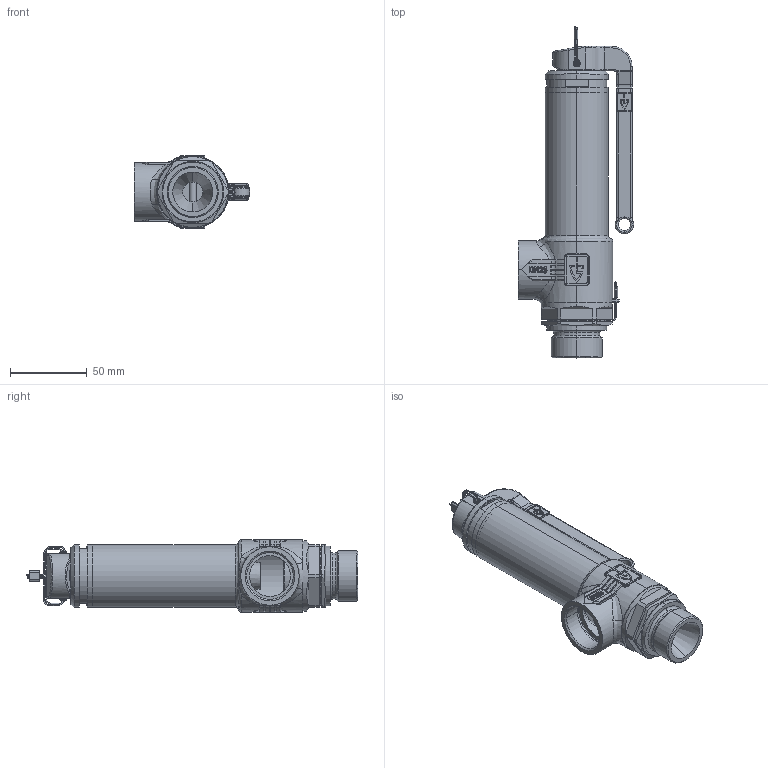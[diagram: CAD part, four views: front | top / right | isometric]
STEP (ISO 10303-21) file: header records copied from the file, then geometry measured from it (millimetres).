
FILE_DESCRIPTION (( 'STEP AP214' ), '1' );
FILE_NAME ('2400sGFL-25-m+f-25+25.STEP', '2016-02-29T07:28:23', ( '' ), ( '' ), 'SwSTEP 2.0', 'SolidWorks 2014', '' );
FILE_SCHEMA (( 'AUTOMOTIVE_DESIGN' ));
Length unit declared in the file: millimetre
Products named in the file (1): 2400sGFL-25-m+f-25+25
Bounding box: 75 x 216.07 x 47.2 mm (x, y, z)
Volume: 140273.8 mm3; surface area: 70885.7 mm2
Topology: 9 solids, 9 shells, 947 faces, 2384 edges, 1492 vertices
Faces by surface type: plane 364, cylinder 315, torus 122, bspline 106, cone 36, sphere 4
Entity records: 44049 total; most frequent: CARTESIAN_POINT 11048, ORIENTED_EDGE 4748, DIRECTION 4684, EDGE_CURVE 2374, AXIS2_PLACEMENT_3D 1737, VERTEX_POINT 1492, VECTOR 1210, LINE 1210
